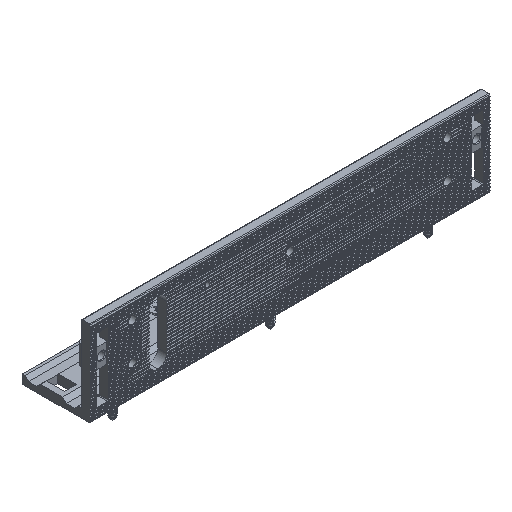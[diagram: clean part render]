
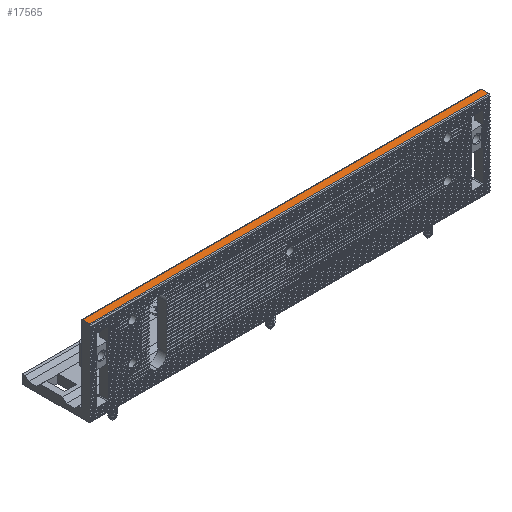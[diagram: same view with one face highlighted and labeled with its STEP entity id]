
A CAD part, isometric view. The second image highlights one B-rep face of the part: STEP entity #17565.
In plain terms, the highlighted planar face has unit normal (0, 0, 1).
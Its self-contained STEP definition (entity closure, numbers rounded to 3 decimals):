
#405 = VECTOR ( 'NONE', #16260, 1000. ) ;
#2910 = LINE ( 'NONE', #18844, #8878 ) ;
#4593 = CARTESIAN_POINT ( 'NONE',  ( -133., 5.75, 57. ) ) ;
#5351 = LINE ( 'NONE', #5694, #405 ) ;
#5694 = CARTESIAN_POINT ( 'NONE',  ( 133., 5.75, 57. ) ) ;
#6015 = ORIENTED_EDGE ( 'NONE', *, *, #20306, .F. ) ;
#6602 = CARTESIAN_POINT ( 'NONE',  ( -133., 5.75, 57. ) ) ;
#7794 = DIRECTION ( 'NONE',  ( -1., 0., 0. ) ) ;
#8878 = VECTOR ( 'NONE', #19359, 1000. ) ;
#14273 = VERTEX_POINT ( 'NONE', #33149 ) ;
#14466 = VERTEX_POINT ( 'NONE', #31562 ) ;
#15139 = VERTEX_POINT ( 'NONE', #23591 ) ;
#15822 = VECTOR ( 'NONE', #7794, 1000. ) ;
#16108 = VECTOR ( 'NONE', #28425, 1000. ) ;
#16260 = DIRECTION ( 'NONE',  ( 0., 1., 0. ) ) ;
#17416 = PLANE ( 'NONE',  #20712 ) ;
#17565 = ADVANCED_FACE ( 'NONE', ( #28520 ), #17416, .F. ) ;
#18229 = EDGE_LOOP ( 'NONE', ( #6015, #25294, #28103, #21641 ) ) ;
#18844 = CARTESIAN_POINT ( 'NONE',  ( -133., 0.5, 57. ) ) ;
#19359 = DIRECTION ( 'NONE',  ( 1., 0., 0. ) ) ;
#19368 = EDGE_CURVE ( 'NONE', #14273, #20314, #2910, .T. ) ;
#20306 = EDGE_CURVE ( 'NONE', #14273, #15139, #30882, .T. ) ;
#20314 = VERTEX_POINT ( 'NONE', #25475 ) ;
#20712 = AXIS2_PLACEMENT_3D ( 'NONE', #4593, #28349, #25733 ) ;
#21641 = ORIENTED_EDGE ( 'NONE', *, *, #33621, .T. ) ;
#22873 = LINE ( 'NONE', #31402, #15822 ) ;
#23591 = CARTESIAN_POINT ( 'NONE',  ( -133., 5.25, 57. ) ) ;
#25294 = ORIENTED_EDGE ( 'NONE', *, *, #19368, .T. ) ;
#25475 = CARTESIAN_POINT ( 'NONE',  ( 133., 0.5, 57. ) ) ;
#25733 = DIRECTION ( 'NONE',  ( 0., -1., 0. ) ) ;
#27144 = EDGE_CURVE ( 'NONE', #20314, #14466, #5351, .T. ) ;
#28103 = ORIENTED_EDGE ( 'NONE', *, *, #27144, .T. ) ;
#28349 = DIRECTION ( 'NONE',  ( 0., 0., -1. ) ) ;
#28425 = DIRECTION ( 'NONE',  ( 0., 1., 0. ) ) ;
#28520 = FACE_OUTER_BOUND ( 'NONE', #18229, .T. ) ;
#30882 = LINE ( 'NONE', #6602, #16108 ) ;
#31402 = CARTESIAN_POINT ( 'NONE',  ( -133., 5.25, 57. ) ) ;
#31562 = CARTESIAN_POINT ( 'NONE',  ( 133., 5.25, 57. ) ) ;
#33149 = CARTESIAN_POINT ( 'NONE',  ( -133., 0.5, 57. ) ) ;
#33621 = EDGE_CURVE ( 'NONE', #14466, #15139, #22873, .T. ) ;
